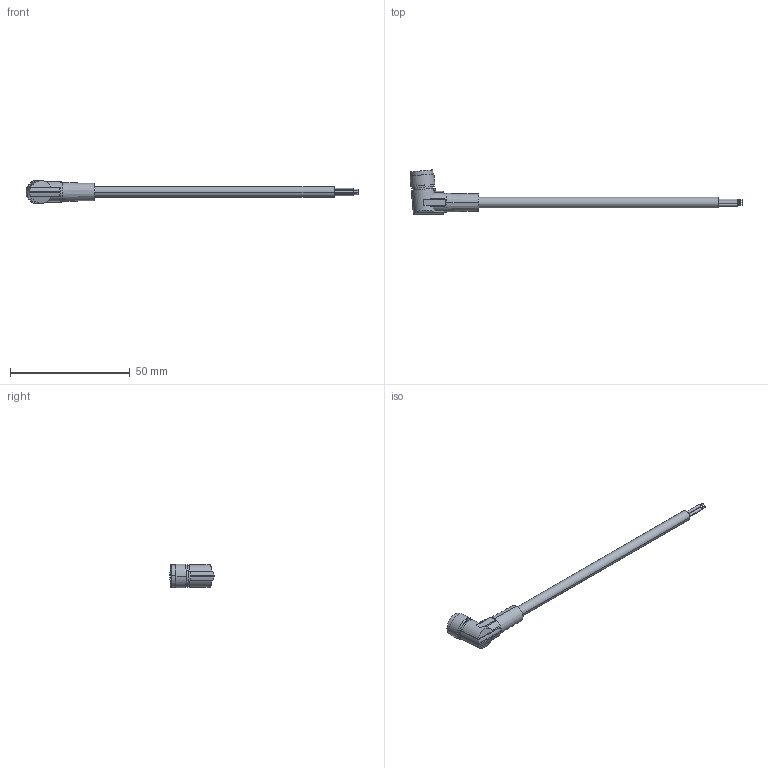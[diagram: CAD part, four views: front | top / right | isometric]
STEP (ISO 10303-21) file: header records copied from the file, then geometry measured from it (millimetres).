
FILE_DESCRIPTION(('SolidDesigner STEP Export'),'2;1');
FILE_NAME('1406241_SAC_4P_10.0_542_M8FR_BK-select.stp','2013-09-30T12:14:18',(''),(''),'Creo Elements/Direct Modeling STEP processor for AP214 (Solid Model)','Creo Elements/Direct Modeling 18.1B 29-Sep-2012 (C) Parametric Technology GmbH','');
FILE_SCHEMA(('AUTOMOTIVE_DESIGN { 1 0 10303 214 1 1 1 1 }'));
Length unit declared in the file: millimetre
Products named in the file (1): 1406241_SAC_4P_10.0_542_M8FR_BK-select
Bounding box: 138.66 x 18.45 x 10 mm (x, y, z)
Volume: 3528.7 mm3; surface area: 3079.3 mm2
Topology: 1 solids, 1 shells, 117 faces, 285 edges, 189 vertices
Faces by surface type: cylinder 61, plane 46, cone 10
Entity records: 4993 total; most frequent: CARTESIAN_POINT 1369, ORIENTED_EDGE 570, DIRECTION 526, EDGE_CURVE 285, AXIS2_PLACEMENT_3D 200, VERTEX_POINT 189, EDGE_LOOP 136, VECTOR 126
